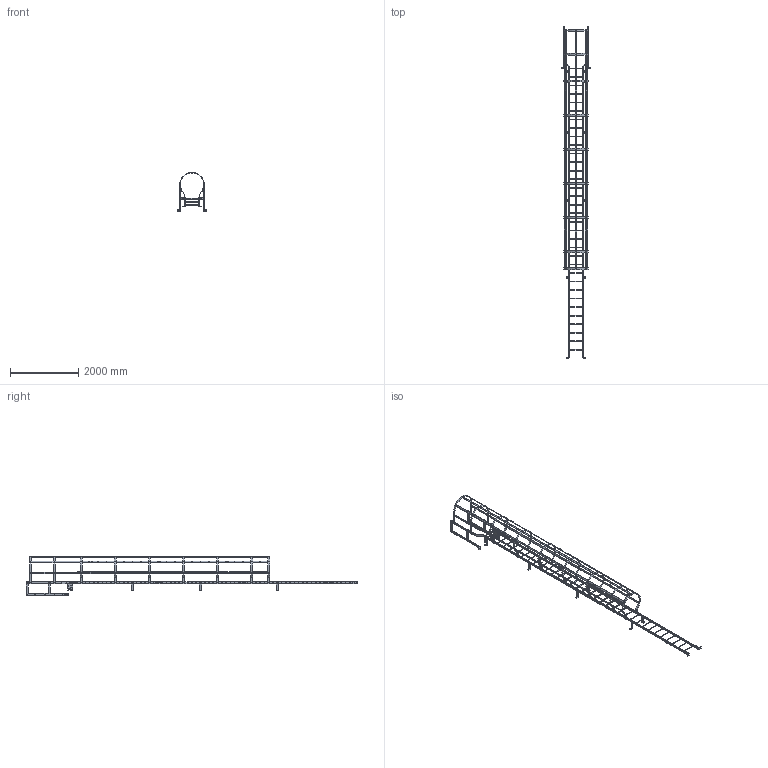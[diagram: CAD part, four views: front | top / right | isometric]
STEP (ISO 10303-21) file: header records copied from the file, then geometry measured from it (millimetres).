
FILE_DESCRIPTION (( 'STEP AP203' ), '1' );
FILE_NAME ('25AX8500.STEP', '2025-04-22T09:14:09', ( '' ), ( '' ), 'SwSTEP 2.0', 'SolidWorks 2023', '' );
FILE_SCHEMA (( 'CONFIG_CONTROL_DESIGN' ));
Length unit declared in the file: millimetre
Products named in the file (21): 25AX11; 25AX12; 25AX2_1250; 25AX11_Bent LHS; 25AX1_2500; 25AX11_MirrorBent LHS; 25AX3; 25AX8; 25AX13; 25AX6; 25AX4; 25AX8500; 25AX10; 25AX7; 25AX9; 25AX5
Assembly tree (73 placements, depth 2):
  25AX8500
    25AX1_2500  x3
    25AX10  x8
    25AX3  x2
    25AX4  x2
    25AX5
    25AX6  x6
    25AX7  x6
    25AX8  x2
    25AX9  x7
    25AX11  x3
    25AX11_Bent LHS
    25AX11_MirrorBent LHS
    25AX12  x10
    25AX13  x15
    25AX12
    25AX12
    25AX12
    25AX12
    25AX12
    25AX2_1250
Bounding box: 870 x 9733 x 1142 mm (x, y, z)
Volume: 48670821.3 mm3; surface area: 12056974.3 mm2
Topology: 114 solids, 114 shells, 1764 faces, 4592 edges, 3056 vertices
Faces by surface type: cylinder 1134, plane 622, bspline 8
Entity records: 24438 total; most frequent: CARTESIAN_POINT 4664, DIRECTION 3585, ORIENTED_EDGE 3082, EDGE_CURVE 1541, AXIS2_PLACEMENT_3D 1415, VERTEX_POINT 1022, EDGE_LOOP 929, VECTOR 755
